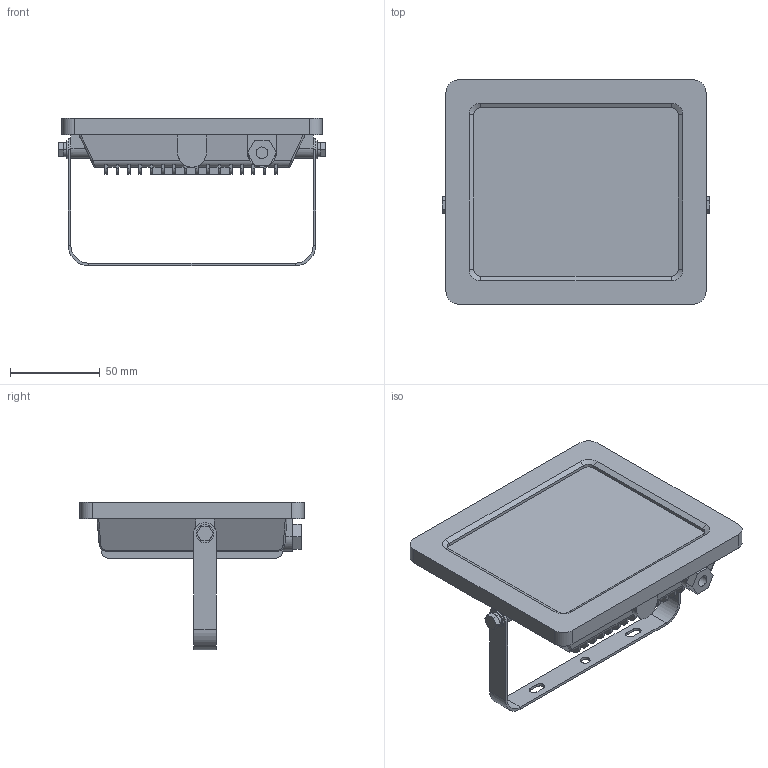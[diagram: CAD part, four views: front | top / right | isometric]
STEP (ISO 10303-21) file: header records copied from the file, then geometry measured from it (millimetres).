
FILE_DESCRIPTION (( 'STEP AP203' ), '1' );
FILE_NAME ('Ïðîæåêòîð ñâåòîäèîäíûé ÑÄÎ-3004 50Âò 6500Ê IP65 EKF Basic (FLL-3004-50-6500).STEP', '2022-04-25T12:13:00', ( '' ), ( '' ), 'SwSTEP 2.0', 'SolidWorks 2021', '' );
FILE_SCHEMA (( 'CONFIG_CONTROL_DESIGN' ));
Length unit declared in the file: millimetre
Products named in the file (1): Ïðîæåêòîð ñâåòîäèîäíûé ÑÄÎ-3004 50Âò 6500Ê IP65 EKF Basic (FLL-3004-50-6500)
Bounding box: 149.2 x 125 x 82.3 mm (x, y, z)
Volume: 372237.5 mm3; surface area: 68683.6 mm2
Topology: 1 solids, 1 shells, 316 faces, 866 edges, 558 vertices
Faces by surface type: plane 226, cylinder 82, cone 4, bspline 4
Entity records: 10199 total; most frequent: CARTESIAN_POINT 1989, ORIENTED_EDGE 1732, DIRECTION 1692, EDGE_CURVE 866, VECTOR 606, LINE 606, VERTEX_POINT 558, AXIS2_PLACEMENT_3D 543
